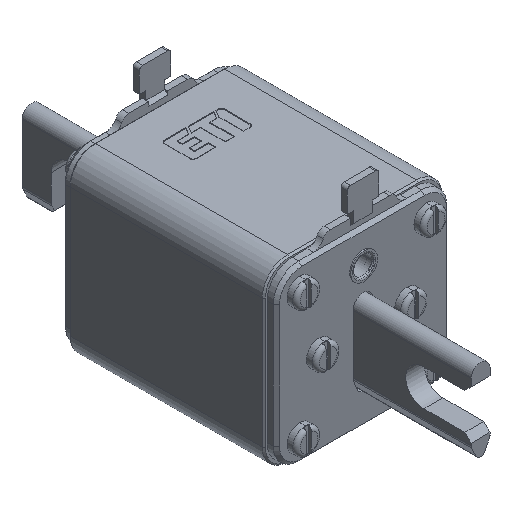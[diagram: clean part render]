
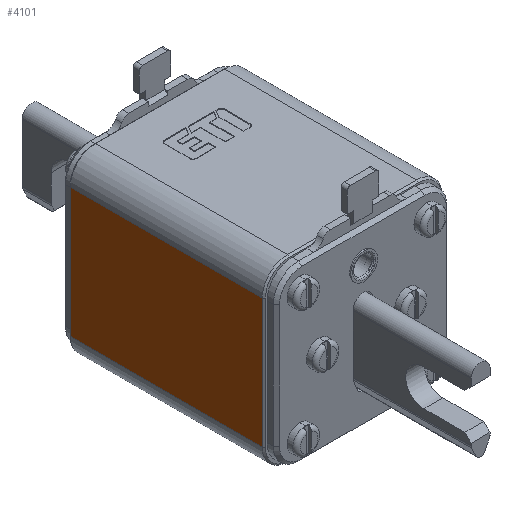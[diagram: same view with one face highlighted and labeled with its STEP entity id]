
A CAD part, isometric view. The second image highlights one B-rep face of the part: STEP entity #4101.
In plain terms, the highlighted planar face has unit normal (-1, 0, 0).
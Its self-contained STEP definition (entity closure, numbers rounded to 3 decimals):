
#428=DIRECTION('',(0.,0.,1.));
#429=VECTOR('',#428,41.);
#430=CARTESIAN_POINT('',(-28.5,-30.5,-20.5));
#431=LINE('',#430,#429);
#755=DIRECTION('',(0.,0.,-1.));
#756=VECTOR('',#755,41.);
#757=CARTESIAN_POINT('',(-28.5,30.5,20.5));
#758=LINE('',#757,#756);
#894=DIRECTION('',(0.,1.,0.));
#895=VECTOR('',#894,61.);
#896=CARTESIAN_POINT('',(-28.5,-30.5,20.5));
#897=LINE('',#896,#895);
#901=DIRECTION('',(0.,-1.,0.));
#902=VECTOR('',#901,61.);
#903=CARTESIAN_POINT('',(-28.5,30.5,-20.5));
#904=LINE('',#903,#902);
#3330=CARTESIAN_POINT('',(-28.5,30.5,-20.5));
#3331=VERTEX_POINT('',#3330);
#3332=CARTESIAN_POINT('',(-28.5,30.5,20.5));
#3333=VERTEX_POINT('',#3332);
#3348=CARTESIAN_POINT('',(-28.5,-30.5,-20.5));
#3349=VERTEX_POINT('',#3348);
#3350=CARTESIAN_POINT('',(-28.5,-30.5,20.5));
#3351=VERTEX_POINT('',#3350);
#4089=CARTESIAN_POINT('',(-28.5,-31.,-20.5));
#4090=DIRECTION('',(-1.,0.,0.));
#4091=DIRECTION('',(0.,0.,1.));
#4092=AXIS2_PLACEMENT_3D('',#4089,#4090,#4091);
#4093=PLANE('',#4092);
#4094=ORIENTED_EDGE('',*,*,#3939,.F.);
#4095=ORIENTED_EDGE('',*,*,#4084,.F.);
#4096=ORIENTED_EDGE('',*,*,#3729,.F.);
#4098=ORIENTED_EDGE('',*,*,#4097,.F.);
#4099=EDGE_LOOP('',(#4094,#4095,#4096,#4098));
#4100=FACE_OUTER_BOUND('',#4099,.F.);
#3729=EDGE_CURVE('',#3349,#3351,#431,.T.);
#3939=EDGE_CURVE('',#3333,#3331,#758,.T.);
#4084=EDGE_CURVE('',#3351,#3333,#897,.T.);
#4097=EDGE_CURVE('',#3331,#3349,#904,.T.);
#4101=ADVANCED_FACE('',(#4100),#4093,.T.);
